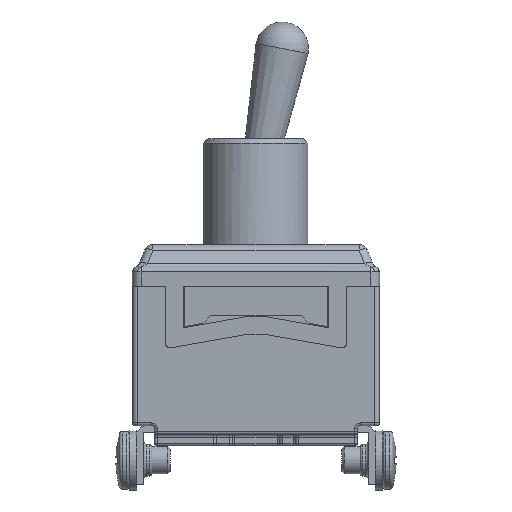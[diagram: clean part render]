
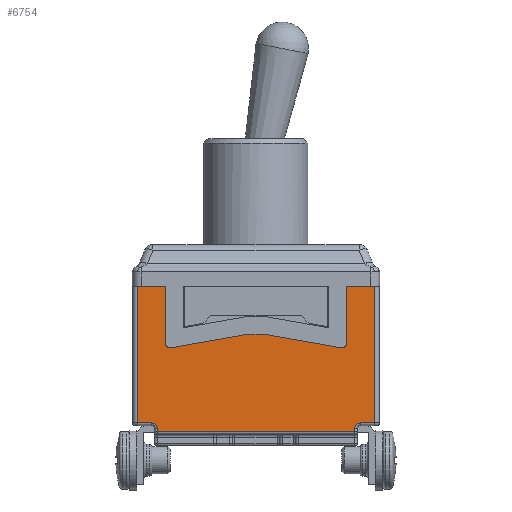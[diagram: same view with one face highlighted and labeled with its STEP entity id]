
A CAD part, front view. The second image highlights one B-rep face of the part: STEP entity #6754.
In plain terms, the highlighted planar face has unit normal (0, -1, 0).
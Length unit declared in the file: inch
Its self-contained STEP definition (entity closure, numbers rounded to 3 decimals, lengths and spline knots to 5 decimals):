
#374=PLANE('',#7335);
#648=LINE('',#10797,#1193);
#656=LINE('',#10818,#1201);
#662=LINE('',#10830,#1207);
#702=LINE('',#10920,#1247);
#706=LINE('',#10938,#1251);
#715=LINE('',#10964,#1260);
#719=LINE('',#10974,#1264);
#720=LINE('',#10978,#1265);
#721=LINE('',#10979,#1266);
#722=LINE('',#10981,#1267);
#723=LINE('',#10983,#1268);
#724=LINE('',#10987,#1269);
#725=LINE('',#10989,#1270);
#726=LINE('',#10991,#1271);
#1193=VECTOR('',#8493,0.3937);
#1201=VECTOR('',#8509,0.3937);
#1207=VECTOR('',#8517,0.3937);
#1247=VECTOR('',#8591,0.3937);
#1251=VECTOR('',#8611,0.3937);
#1260=VECTOR('',#8640,0.3937);
#1264=VECTOR('',#8652,0.3937);
#1265=VECTOR('',#8655,0.3937);
#1266=VECTOR('',#8656,0.3937);
#1267=VECTOR('',#8659,0.3937);
#1268=VECTOR('',#8660,0.3937);
#1269=VECTOR('',#8663,0.3937);
#1270=VECTOR('',#8664,0.3937);
#1271=VECTOR('',#8665,0.3937);
#1817=FACE_OUTER_BOUND('',#2258,.T.);
#2258=EDGE_LOOP('',(#5296,#5297,#5298,#5299,#5300,#5301,#5302,#5303,#5304,
#5305,#5306,#5307,#5308,#5309,#5310,#5311,#5312,#5313,#5314,#5315));
#2653=CIRCLE('',#7319,0.01969);
#2655=CIRCLE('',#7323,0.01969);
#2658=CIRCLE('',#7332,0.01969);
#2660=CIRCLE('',#7336,0.01969);
#2661=CIRCLE('',#7337,0.02362);
#2662=CIRCLE('',#7338,0.02362);
#3124=VERTEX_POINT('',#10794);
#3125=VERTEX_POINT('',#10796);
#3132=VERTEX_POINT('',#10814);
#3134=VERTEX_POINT('',#10817);
#3137=VERTEX_POINT('',#10824);
#3139=VERTEX_POINT('',#10828);
#3171=VERTEX_POINT('',#10917);
#3172=VERTEX_POINT('',#10919);
#3176=VERTEX_POINT('',#10931);
#3177=VERTEX_POINT('',#10935);
#3180=VERTEX_POINT('',#10943);
#3184=VERTEX_POINT('',#10961);
#3187=VERTEX_POINT('',#10971);
#3188=VERTEX_POINT('',#10976);
#3189=VERTEX_POINT('',#10977);
#3190=VERTEX_POINT('',#10982);
#3191=VERTEX_POINT('',#10984);
#3192=VERTEX_POINT('',#10986);
#3193=VERTEX_POINT('',#10988);
#3194=VERTEX_POINT('',#10990);
#3855=EDGE_CURVE('',#3125,#3124,#648,.T.);
#3865=EDGE_CURVE('',#3134,#3132,#656,.T.);
#3871=EDGE_CURVE('',#3137,#3139,#662,.T.);
#3914=EDGE_CURVE('',#3171,#3172,#702,.T.);
#3920=EDGE_CURVE('',#3137,#3176,#2653,.F.);
#3923=EDGE_CURVE('',#3124,#3177,#706,.T.);
#3927=EDGE_CURVE('',#3180,#3177,#2655,.F.);
#3936=EDGE_CURVE('',#3180,#3184,#715,.T.);
#3938=EDGE_CURVE('',#3184,#3134,#2658,.T.);
#3942=EDGE_CURVE('',#3187,#3176,#719,.T.);
#3943=EDGE_CURVE('',#3188,#3189,#720,.T.);
#3944=EDGE_CURVE('',#3125,#3188,#721,.T.);
#3945=EDGE_CURVE('',#3132,#3187,#2660,.T.);
#3946=EDGE_CURVE('',#3139,#3172,#722,.T.);
#3947=EDGE_CURVE('',#3190,#3171,#723,.T.);
#3948=EDGE_CURVE('',#3191,#3190,#2661,.T.);
#3949=EDGE_CURVE('',#3192,#3191,#724,.T.);
#3950=EDGE_CURVE('',#3193,#3192,#725,.T.);
#3951=EDGE_CURVE('',#3194,#3193,#726,.T.);
#3952=EDGE_CURVE('',#3189,#3194,#2662,.T.);
#5296=ORIENTED_EDGE('',*,*,#3943,.F.);
#5297=ORIENTED_EDGE('',*,*,#3944,.F.);
#5298=ORIENTED_EDGE('',*,*,#3855,.T.);
#5299=ORIENTED_EDGE('',*,*,#3923,.T.);
#5300=ORIENTED_EDGE('',*,*,#3927,.F.);
#5301=ORIENTED_EDGE('',*,*,#3936,.T.);
#5302=ORIENTED_EDGE('',*,*,#3938,.T.);
#5303=ORIENTED_EDGE('',*,*,#3865,.T.);
#5304=ORIENTED_EDGE('',*,*,#3945,.T.);
#5305=ORIENTED_EDGE('',*,*,#3942,.T.);
#5306=ORIENTED_EDGE('',*,*,#3920,.F.);
#5307=ORIENTED_EDGE('',*,*,#3871,.T.);
#5308=ORIENTED_EDGE('',*,*,#3946,.T.);
#5309=ORIENTED_EDGE('',*,*,#3914,.F.);
#5310=ORIENTED_EDGE('',*,*,#3947,.F.);
#5311=ORIENTED_EDGE('',*,*,#3948,.F.);
#5312=ORIENTED_EDGE('',*,*,#3949,.F.);
#5313=ORIENTED_EDGE('',*,*,#3950,.F.);
#5314=ORIENTED_EDGE('',*,*,#3951,.F.);
#5315=ORIENTED_EDGE('',*,*,#3952,.F.);
#6754=ADVANCED_FACE('',(#1817),#374,.T.);
#7319=AXIS2_PLACEMENT_3D('',#10932,#8605,#8606);
#7323=AXIS2_PLACEMENT_3D('',#10945,#8618,#8619);
#7332=AXIS2_PLACEMENT_3D('',#10967,#8644,#8645);
#7335=AXIS2_PLACEMENT_3D('',#10975,#8653,#8654);
#7336=AXIS2_PLACEMENT_3D('',#10980,#8657,#8658);
#7337=AXIS2_PLACEMENT_3D('',#10985,#8661,#8662);
#7338=AXIS2_PLACEMENT_3D('',#10992,#8666,#8667);
#8493=DIRECTION('',(-1.,0.,0.));
#8509=DIRECTION('',(-1.,0.,0.));
#8517=DIRECTION('',(0.,0.,1.));
#8591=DIRECTION('',(0.,0.,1.));
#8605=DIRECTION('center_axis',(0.,1.,0.));
#8606=DIRECTION('ref_axis',(-0.643,0.,-0.766));
#8611=DIRECTION('',(0.,0.,-1.));
#8618=DIRECTION('center_axis',(0.,1.,0.));
#8619=DIRECTION('ref_axis',(0.643,0.,-0.766));
#8640=DIRECTION('',(-0.985,0.,0.174));
#8644=DIRECTION('center_axis',(0.,-1.,0.));
#8645=DIRECTION('ref_axis',(0.087,0.,0.996));
#8652=DIRECTION('',(-0.985,0.,-0.174));
#8653=DIRECTION('center_axis',(0.,-1.,0.));
#8654=DIRECTION('ref_axis',(0.,0.,-1.));
#8655=DIRECTION('',(-1.,0.,0.));
#8656=DIRECTION('',(0.,0.,-1.));
#8657=DIRECTION('center_axis',(0.,-1.,0.));
#8658=DIRECTION('ref_axis',(-0.087,0.,0.996));
#8659=DIRECTION('',(-1.,0.,0.));
#8660=DIRECTION('',(-1.,0.,0.));
#8661=DIRECTION('center_axis',(0.,-1.,0.));
#8662=DIRECTION('ref_axis',(0.707,0.,0.707));
#8663=DIRECTION('',(0.,0.,1.));
#8664=DIRECTION('',(-1.,0.,0.));
#8665=DIRECTION('',(0.,0.,-1.));
#8666=DIRECTION('center_axis',(0.,-1.,0.));
#8667=DIRECTION('ref_axis',(-0.707,0.,0.707));
#10794=CARTESIAN_POINT('',(0.40354,-0.25787,0.));
#10796=CARTESIAN_POINT('',(0.53051,-0.25787,0.));
#10797=CARTESIAN_POINT('',(0.5502,-0.25787,0.));
#10814=CARTESIAN_POINT('',(-0.03281,-0.25787,-0.21457));
#10817=CARTESIAN_POINT('',(0.03281,-0.25787,-0.21457));
#10818=CARTESIAN_POINT('',(-0.29237,-0.25787,-0.21457));
#10824=CARTESIAN_POINT('',(-0.40354,-0.25787,-0.25617));
#10828=CARTESIAN_POINT('',(-0.40354,-0.25787,0.));
#10830=CARTESIAN_POINT('',(-0.40354,-0.25787,0.));
#10917=CARTESIAN_POINT('',(-0.53051,-0.25787,-0.61024));
#10919=CARTESIAN_POINT('',(-0.53051,-0.25787,0.));
#10920=CARTESIAN_POINT('',(-0.53051,-0.25787,0.));
#10931=CARTESIAN_POINT('',(-0.38044,-0.25787,-0.27556));
#10932=CARTESIAN_POINT('Origin',(-0.38386,-0.25787,
-0.25617));
#10935=CARTESIAN_POINT('',(0.40354,-0.25787,-0.25617));
#10938=CARTESIAN_POINT('',(0.40354,-0.25787,-0.13982));
#10943=CARTESIAN_POINT('',(0.38044,-0.25787,-0.27556));
#10945=CARTESIAN_POINT('Origin',(0.38386,-0.25787,-0.25617));
#10961=CARTESIAN_POINT('',(0.03623,-0.25787,-0.21487));
#10964=CARTESIAN_POINT('',(-0.26736,-0.25787,-0.16133));
#10967=CARTESIAN_POINT('Origin',(0.03281,-0.25787,
-0.23425));
#10971=CARTESIAN_POINT('',(-0.03623,-0.25787,-0.21487));
#10974=CARTESIAN_POINT('',(-0.45075,-0.25787,-0.28796));
#10975=CARTESIAN_POINT('Origin',(-0.5502,-0.25787,
0.));
#10976=CARTESIAN_POINT('',(0.53051,-0.25787,-0.61024));
#10977=CARTESIAN_POINT('',(0.46457,-0.25787,-0.61024));
#10978=CARTESIAN_POINT('',(-0.2751,-0.25787,-0.61024));
#10979=CARTESIAN_POINT('',(0.53051,-0.25787,0.));
#10980=CARTESIAN_POINT('Origin',(-0.03281,-0.25787,
-0.23425));
#10981=CARTESIAN_POINT('',(0.5502,-0.25787,0.));
#10982=CARTESIAN_POINT('',(-0.46457,-0.25787,-0.61024));
#10983=CARTESIAN_POINT('',(-0.2751,-0.25787,-0.61024));
#10984=CARTESIAN_POINT('',(-0.44094,-0.25787,-0.63386));
#10985=CARTESIAN_POINT('Origin',(-0.46457,-0.25787,
-0.63386));
#10986=CARTESIAN_POINT('',(-0.44094,-0.25787,-0.64961));
#10987=CARTESIAN_POINT('',(-0.44094,-0.25787,-0.31102));
#10988=CARTESIAN_POINT('',(0.44094,-0.25787,-0.64961));
#10989=CARTESIAN_POINT('',(-0.2751,-0.25787,-0.64961));
#10990=CARTESIAN_POINT('',(0.44094,-0.25787,-0.63386));
#10991=CARTESIAN_POINT('',(0.44094,-0.25787,-0.31102));
#10992=CARTESIAN_POINT('Origin',(0.46457,-0.25787,-0.63386));
